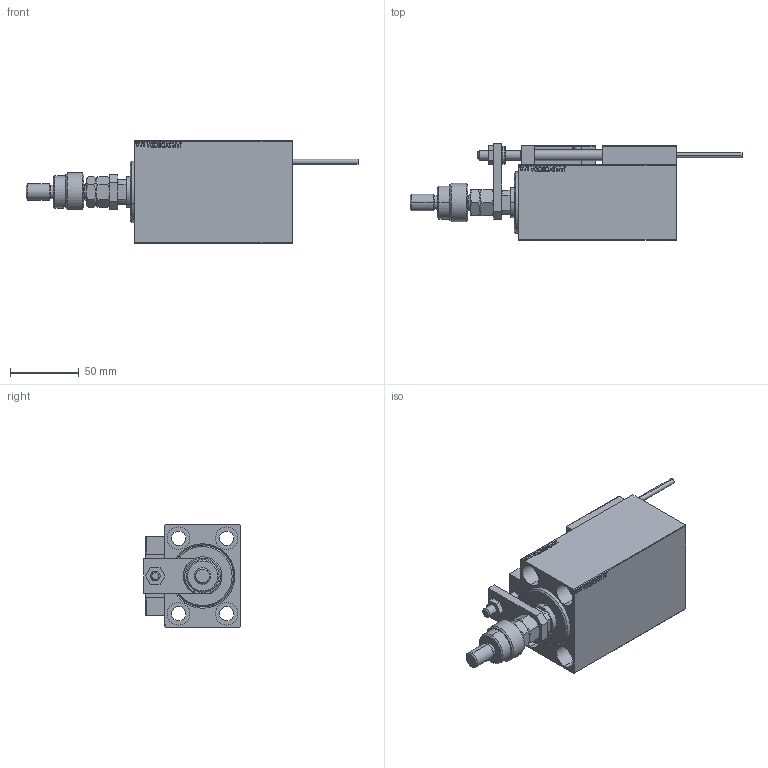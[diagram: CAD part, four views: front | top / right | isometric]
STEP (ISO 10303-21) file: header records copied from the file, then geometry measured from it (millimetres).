
FILE_DESCRIPTION (( 'STEP AP203' ), '1' );
FILE_NAME ('2e85.STEP', '2024-02-13T03:58:10', ( '' ), ( '' ), 'SwSTEP 2.0', 'SolidWorks 2019', '' );
FILE_SCHEMA (( 'CONFIG_CONTROL_DESIGN' ));
Length unit declared in the file: millimetre
Products named in the file (18): Block 854beecca8f6d492db63392524d4c010; KONCOVKA 854beecca8f6d492db63392524d4c010; SWITCH DIM B,W 854beecca8f6d492db63392524d4c010; V450CM_C_Body 854beecca8f6d492db63392524d4c010; 2e85; SWITCH X 854beecca8f6d492db63392524d4c010; NUT_D12 854beecca8f6d492db63392524d4c010; FEMALE_PART_FOR_DFA 854beecca8f6d492db63392524d4c010; X_Y_DFA 854beecca8f6d492db63392524d4c010; MAGNET 854beecca8f6d492db63392524d4c010; V450CM_C_VCP 854beecca8f6d492db63392524d4c010; SWITCH_X_FRONT_BACK 854beecca8f6d492db63392524d4c010; V450CM_VC_B 854beecca8f6d492db63392524d4c010; MFA 854beecca8f6d492db63392524d4c010; ALLEN BOLT D5 854beecca8f6d492db63392524d4c010; TYC_L79 854beecca8f6d492db63392524d4c010; ALLEN BOLT D8 854beecca8f6d492db63392524d4c010; ZARAZKA 854beecca8f6d492db63392524d4c010
Assembly tree (27 placements, depth 3):
  2e85
    V450CM_C_Body 854beecca8f6d492db63392524d4c010
    SWITCH X 854beecca8f6d492db63392524d4c010
      SWITCH_X_FRONT_BACK 854beecca8f6d492db63392524d4c010  x2
      TYC_L79 854beecca8f6d492db63392524d4c010
      Block 854beecca8f6d492db63392524d4c010  x2
      ALLEN BOLT D5 854beecca8f6d492db63392524d4c010  x4
      ALLEN BOLT D8 854beecca8f6d492db63392524d4c010  x4
      MAGNET 854beecca8f6d492db63392524d4c010  x2
      KONCOVKA 854beecca8f6d492db63392524d4c010  x2
    NUT_D12 854beecca8f6d492db63392524d4c010
    SWITCH DIM B,W 854beecca8f6d492db63392524d4c010
    ZARAZKA 854beecca8f6d492db63392524d4c010
    V450CM_C_VCP 854beecca8f6d492db63392524d4c010
    V450CM_VC_B 854beecca8f6d492db63392524d4c010
    X_Y_DFA 854beecca8f6d492db63392524d4c010
      FEMALE_PART_FOR_DFA 854beecca8f6d492db63392524d4c010
      MFA 854beecca8f6d492db63392524d4c010
Bounding box: 242 x 70.5 x 75 mm (x, y, z)
Volume: 469562.6 mm3; surface area: 114408.7 mm2
Topology: 25 solids, 25 shells, 1357 faces, 3226 edges, 2051 vertices
Faces by surface type: plane 586, bspline 380, cylinder 193, cone 146, torus 48, sphere 4
Entity records: 52688 total; most frequent: CARTESIAN_POINT 26573, ORIENTED_EDGE 5472, DIRECTION 3782, EDGE_CURVE 2736, VERTEX_POINT 1775, LINE 1534, VECTOR 1534, EDGE_LOOP 1267
